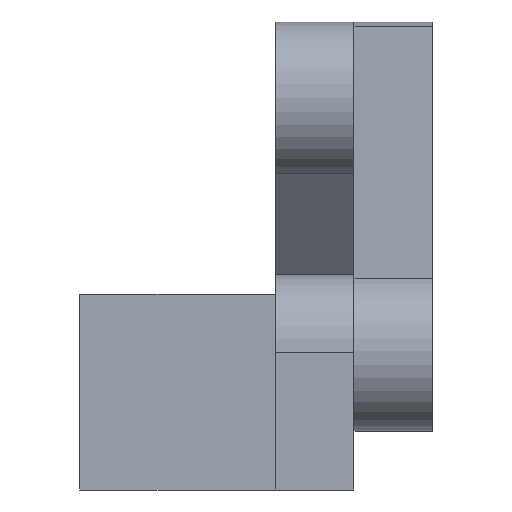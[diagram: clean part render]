
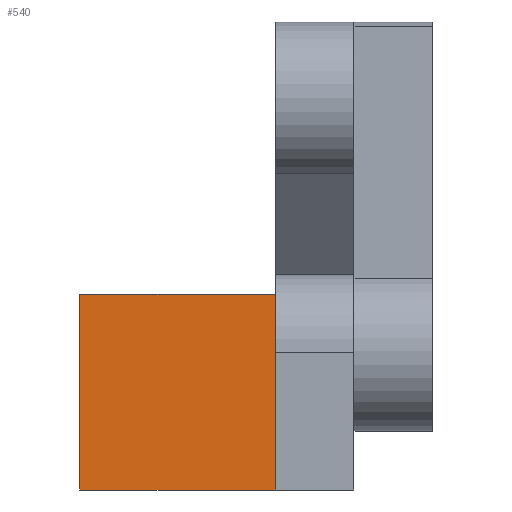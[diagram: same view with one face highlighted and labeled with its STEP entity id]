
A CAD part, left-side view. The second image highlights one B-rep face of the part: STEP entity #540.
In plain terms, the highlighted planar face has unit normal (-1, 0, 0).
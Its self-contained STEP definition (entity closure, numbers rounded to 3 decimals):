
#69=PLANE('',#649);
#102=FACE_OUTER_BOUND('',#143,.T.);
#143=EDGE_LOOP('',(#480,#481,#482,#483));
#184=LINE('',#960,#228);
#185=LINE('',#963,#229);
#186=LINE('',#965,#230);
#187=LINE('',#966,#231);
#228=VECTOR('',#803,10.);
#229=VECTOR('',#806,10.);
#230=VECTOR('',#807,10.);
#231=VECTOR('',#808,10.);
#295=VERTEX_POINT('',#953);
#298=VERTEX_POINT('',#958);
#299=VERTEX_POINT('',#962);
#300=VERTEX_POINT('',#964);
#360=EDGE_CURVE('',#295,#298,#184,.T.);
#361=EDGE_CURVE('',#299,#295,#185,.T.);
#362=EDGE_CURVE('',#300,#298,#186,.T.);
#363=EDGE_CURVE('',#299,#300,#187,.T.);
#480=ORIENTED_EDGE('',*,*,#361,.T.);
#481=ORIENTED_EDGE('',*,*,#360,.T.);
#482=ORIENTED_EDGE('',*,*,#362,.F.);
#483=ORIENTED_EDGE('',*,*,#363,.F.);
#540=ADVANCED_FACE('',(#102),#69,.T.);
#649=AXIS2_PLACEMENT_3D('',#961,#804,#805);
#803=DIRECTION('',(0.,1.,0.));
#804=DIRECTION('center_axis',(-1.,0.,0.));
#805=DIRECTION('ref_axis',(0.,0.,1.));
#806=DIRECTION('',(0.,0.,1.));
#807=DIRECTION('',(0.,0.,1.));
#808=DIRECTION('',(0.,1.,0.));
#953=CARTESIAN_POINT('',(-20.,0.,10.));
#958=CARTESIAN_POINT('',(-20.,10.,10.));
#960=CARTESIAN_POINT('',(-20.,0.,10.));
#961=CARTESIAN_POINT('Origin',(-20.,0.,0.));
#962=CARTESIAN_POINT('',(-20.,0.,0.));
#963=CARTESIAN_POINT('',(-20.,0.,0.));
#964=CARTESIAN_POINT('',(-20.,10.,0.));
#965=CARTESIAN_POINT('',(-20.,10.,0.));
#966=CARTESIAN_POINT('',(-20.,0.,0.));
